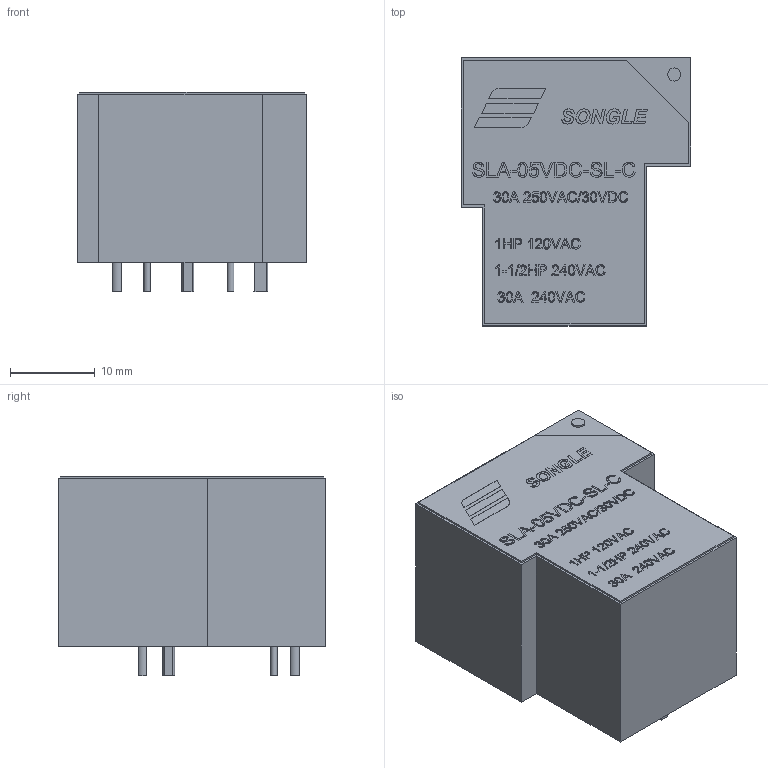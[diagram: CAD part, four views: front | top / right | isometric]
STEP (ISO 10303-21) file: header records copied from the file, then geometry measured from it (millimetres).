
FILE_DESCRIPTION(('FreeCAD Model'),'2;1');
FILE_NAME('Open CASCADE Shape Model','2023-02-23T00:11:25',(''),(''), 'Open CASCADE STEP processor 7.5','FreeCAD','Unknown');
FILE_SCHEMA(('AUTOMOTIVE_DESIGN { 1 0 10303 214 1 1 1 1 }'));
Length unit declared in the file: millimetre
Products named in the file (1): Cut
Bounding box: 27.08 x 31.6 x 23.52 mm (x, y, z)
Volume: 14077.3 mm3; surface area: 4254 mm2
Topology: 1 solids, 21 shells, 750 faces, 1829 edges, 1221 vertices
Faces by surface type: plane 581, bspline 150, cylinder 19
Full cylindrical faces by diameter (mm): 0.813 x2, 1.551 x1
Entity records: 33812 total; most frequent: CARTESIAN_POINT 13506, ORIENTED_EDGE 3658, DIRECTION 1932, EDGE_CURVE 1829, VERTEX_POINT 1221, B_SPLINE_CURVE_WITH_KNOTS 1131, FACE_BOUND 862, EDGE_LOOP 862
